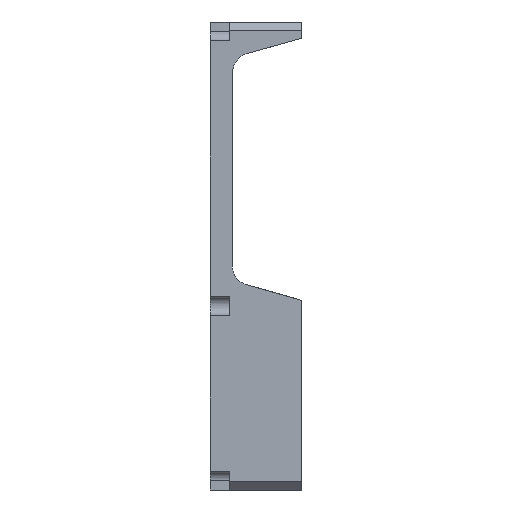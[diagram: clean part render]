
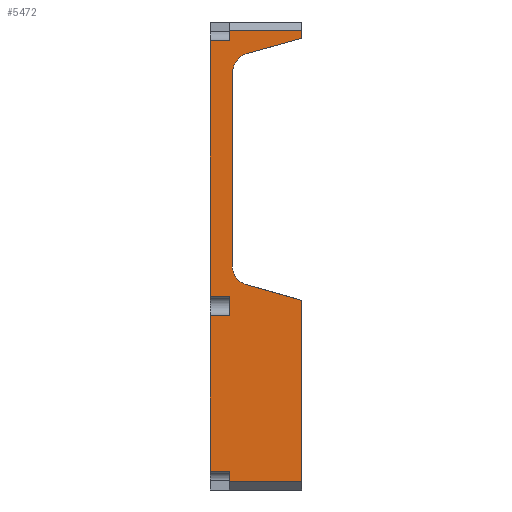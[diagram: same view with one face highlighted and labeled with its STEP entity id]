
A CAD part, left-side view. The second image highlights one B-rep face of the part: STEP entity #5472.
In plain terms, the highlighted planar face has unit normal (-1, 0, 0).
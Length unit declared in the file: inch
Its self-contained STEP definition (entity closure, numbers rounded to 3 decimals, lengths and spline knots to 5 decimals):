
#240=FACE_OUTER_BOUND('',#513,.T.);
#513=EDGE_LOOP('',(#3769,#3770,#3771,#3772,#3773,#3774,#3775,#3776,#3777,
#3778,#3779,#3780,#3781,#3782,#3783,#3784,#3785,#3786));
#835=CIRCLE('',#5797,0.33762);
#836=CIRCLE('',#5798,0.35725);
#1129=LINE('',#8172,#1708);
#1132=LINE('',#8178,#1711);
#1133=LINE('',#8180,#1712);
#1134=LINE('',#8182,#1713);
#1135=LINE('',#8184,#1714);
#1136=LINE('',#8186,#1715);
#1137=LINE('',#8188,#1716);
#1138=LINE('',#8190,#1717);
#1139=LINE('',#8192,#1718);
#1140=LINE('',#8194,#1719);
#1141=LINE('',#8196,#1720);
#1142=LINE('',#8198,#1721);
#1143=LINE('',#8200,#1722);
#1144=LINE('',#8204,#1723);
#1145=LINE('',#8208,#1724);
#1146=LINE('',#8209,#1725);
#1708=VECTOR('',#6482,0.3937);
#1711=VECTOR('',#6487,0.3937);
#1712=VECTOR('',#6488,0.3937);
#1713=VECTOR('',#6489,0.3937);
#1714=VECTOR('',#6490,0.3937);
#1715=VECTOR('',#6491,0.3937);
#1716=VECTOR('',#6492,0.3937);
#1717=VECTOR('',#6493,0.3937);
#1718=VECTOR('',#6494,0.3937);
#1719=VECTOR('',#6495,0.3937);
#1720=VECTOR('',#6496,0.3937);
#1721=VECTOR('',#6497,0.3937);
#1722=VECTOR('',#6498,0.3937);
#1723=VECTOR('',#6501,0.3937);
#1724=VECTOR('',#6504,0.3937);
#1725=VECTOR('',#6505,0.3937);
#2303=VERTEX_POINT('',#8169);
#2304=VERTEX_POINT('',#8171);
#2306=VERTEX_POINT('',#8177);
#2307=VERTEX_POINT('',#8179);
#2308=VERTEX_POINT('',#8181);
#2309=VERTEX_POINT('',#8183);
#2310=VERTEX_POINT('',#8185);
#2311=VERTEX_POINT('',#8187);
#2312=VERTEX_POINT('',#8189);
#2313=VERTEX_POINT('',#8191);
#2314=VERTEX_POINT('',#8193);
#2315=VERTEX_POINT('',#8195);
#2316=VERTEX_POINT('',#8197);
#2317=VERTEX_POINT('',#8199);
#2318=VERTEX_POINT('',#8201);
#2319=VERTEX_POINT('',#8203);
#2320=VERTEX_POINT('',#8205);
#2321=VERTEX_POINT('',#8207);
#2892=EDGE_CURVE('',#2303,#2304,#1129,.T.);
#2895=EDGE_CURVE('',#2303,#2306,#1132,.T.);
#2896=EDGE_CURVE('',#2306,#2307,#1133,.T.);
#2897=EDGE_CURVE('',#2308,#2307,#1134,.T.);
#2898=EDGE_CURVE('',#2308,#2309,#1135,.T.);
#2899=EDGE_CURVE('',#2309,#2310,#1136,.T.);
#2900=EDGE_CURVE('',#2310,#2311,#1137,.T.);
#2901=EDGE_CURVE('',#2312,#2311,#1138,.T.);
#2902=EDGE_CURVE('',#2312,#2313,#1139,.T.);
#2903=EDGE_CURVE('',#2313,#2314,#1140,.T.);
#2904=EDGE_CURVE('',#2315,#2314,#1141,.T.);
#2905=EDGE_CURVE('',#2315,#2316,#1142,.T.);
#2906=EDGE_CURVE('',#2316,#2317,#1143,.T.);
#2907=EDGE_CURVE('',#2317,#2318,#835,.T.);
#2908=EDGE_CURVE('',#2318,#2319,#1144,.T.);
#2909=EDGE_CURVE('',#2319,#2320,#836,.T.);
#2910=EDGE_CURVE('',#2320,#2321,#1145,.T.);
#2911=EDGE_CURVE('',#2321,#2304,#1146,.T.);
#3769=ORIENTED_EDGE('',*,*,#2892,.F.);
#3770=ORIENTED_EDGE('',*,*,#2895,.T.);
#3771=ORIENTED_EDGE('',*,*,#2896,.T.);
#3772=ORIENTED_EDGE('',*,*,#2897,.F.);
#3773=ORIENTED_EDGE('',*,*,#2898,.T.);
#3774=ORIENTED_EDGE('',*,*,#2899,.T.);
#3775=ORIENTED_EDGE('',*,*,#2900,.T.);
#3776=ORIENTED_EDGE('',*,*,#2901,.F.);
#3777=ORIENTED_EDGE('',*,*,#2902,.T.);
#3778=ORIENTED_EDGE('',*,*,#2903,.T.);
#3779=ORIENTED_EDGE('',*,*,#2904,.F.);
#3780=ORIENTED_EDGE('',*,*,#2905,.T.);
#3781=ORIENTED_EDGE('',*,*,#2906,.T.);
#3782=ORIENTED_EDGE('',*,*,#2907,.T.);
#3783=ORIENTED_EDGE('',*,*,#2908,.T.);
#3784=ORIENTED_EDGE('',*,*,#2909,.T.);
#3785=ORIENTED_EDGE('',*,*,#2910,.T.);
#3786=ORIENTED_EDGE('',*,*,#2911,.T.);
#5306=PLANE('',#5796);
#5472=ADVANCED_FACE('',(#240),#5306,.T.);
#5796=AXIS2_PLACEMENT_3D('',#8176,#6485,#6486);
#5797=AXIS2_PLACEMENT_3D('',#8202,#6499,#6500);
#5798=AXIS2_PLACEMENT_3D('',#8206,#6502,#6503);
#6482=DIRECTION('',(0.,-1.,0.));
#6485=DIRECTION('center_axis',(-1.,0.,0.));
#6486=DIRECTION('ref_axis',(0.,0.,1.));
#6487=DIRECTION('',(0.,0.,-1.));
#6488=DIRECTION('',(0.,1.,0.));
#6489=DIRECTION('',(0.,0.,1.));
#6490=DIRECTION('',(0.,-1.,0.));
#6491=DIRECTION('',(0.,0.,-1.));
#6492=DIRECTION('',(0.,1.,0.));
#6493=DIRECTION('',(0.,0.,1.));
#6494=DIRECTION('',(0.,-1.,0.));
#6495=DIRECTION('',(0.,0.,-1.));
#6496=DIRECTION('',(0.,1.,0.));
#6497=DIRECTION('',(0.,0.,1.));
#6498=DIRECTION('',(0.,0.962,0.272));
#6499=DIRECTION('center_axis',(1.,0.,0.));
#6500=DIRECTION('ref_axis',(0.,0.272,-0.962));
#6501=DIRECTION('',(0.,0.,1.));
#6502=DIRECTION('center_axis',(1.,0.,0.));
#6503=DIRECTION('ref_axis',(0.,1.,0.));
#6504=DIRECTION('',(0.,-0.963,0.268));
#6505=DIRECTION('',(0.,0.,1.));
#8169=CARTESIAN_POINT('',(-4.45175,1.245,9.2309));
#8171=CARTESIAN_POINT('',(-4.45175,0.,9.2309));
#8172=CARTESIAN_POINT('',(-4.45175,0.,9.2309));
#8176=CARTESIAN_POINT('Origin',(-4.45175,0.,1.3709));
#8177=CARTESIAN_POINT('',(-4.45175,1.245,9.0534));
#8178=CARTESIAN_POINT('',(-4.45175,1.245,5.41192));
#8179=CARTESIAN_POINT('',(-4.45175,1.57,9.0534));
#8180=CARTESIAN_POINT('',(-4.45175,0.785,9.0534));
#8181=CARTESIAN_POINT('',(-4.45175,1.57,4.6784));
#8182=CARTESIAN_POINT('',(-4.45175,1.57,1.3709));
#8183=CARTESIAN_POINT('',(-4.45175,1.245,4.6784));
#8184=CARTESIAN_POINT('',(-4.45175,0.785,4.6784));
#8185=CARTESIAN_POINT('',(-4.45175,1.245,4.3534));
#8186=CARTESIAN_POINT('',(-4.45175,1.245,2.9434));
#8187=CARTESIAN_POINT('',(-4.45175,1.57,4.3534));
#8188=CARTESIAN_POINT('',(-4.45175,0.785,4.3534));
#8189=CARTESIAN_POINT('',(-4.45175,1.57,1.6884));
#8190=CARTESIAN_POINT('',(-4.45175,1.57,1.3709));
#8191=CARTESIAN_POINT('',(-4.45175,1.245,1.6884));
#8192=CARTESIAN_POINT('',(-4.45175,0.785,1.6884));
#8193=CARTESIAN_POINT('',(-4.45175,1.245,1.5109));
#8194=CARTESIAN_POINT('',(-4.45175,1.245,1.35412));
#8195=CARTESIAN_POINT('',(-4.45175,0.,1.5109));
#8196=CARTESIAN_POINT('',(-4.45175,0.,1.5109));
#8197=CARTESIAN_POINT('',(-4.45175,0.,4.61345));
#8198=CARTESIAN_POINT('',(-4.45175,0.,1.3709));
#8199=CARTESIAN_POINT('',(-4.45175,0.94506,4.88085));
#8200=CARTESIAN_POINT('',(-4.45175,0.0478,4.62697));
#8201=CARTESIAN_POINT('',(-4.45175,1.19,5.18307));
#8202=CARTESIAN_POINT('Origin',(-4.45175,0.85314,5.20572));
#8203=CARTESIAN_POINT('',(-4.45175,1.19,8.491));
#8204=CARTESIAN_POINT('',(-4.45175,1.19,4.93095));
#8205=CARTESIAN_POINT('',(-4.45175,0.94903,8.82879));
#8206=CARTESIAN_POINT('Origin',(-4.45175,0.83275,8.491));
#8207=CARTESIAN_POINT('',(-4.45175,0.,9.09269));
#8208=CARTESIAN_POINT('',(-4.45175,0.99654,8.81558));
#8209=CARTESIAN_POINT('',(-4.45175,0.,1.3709));
